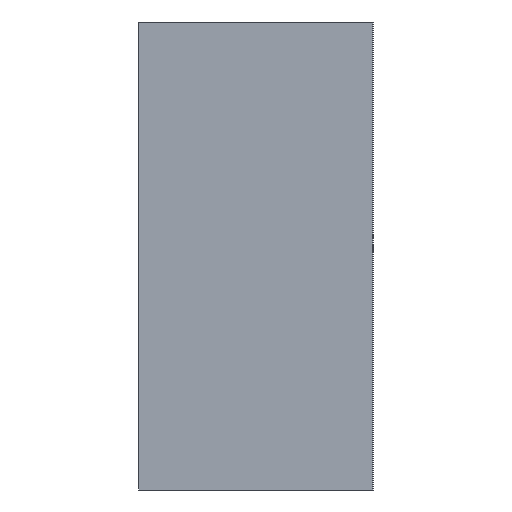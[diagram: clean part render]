
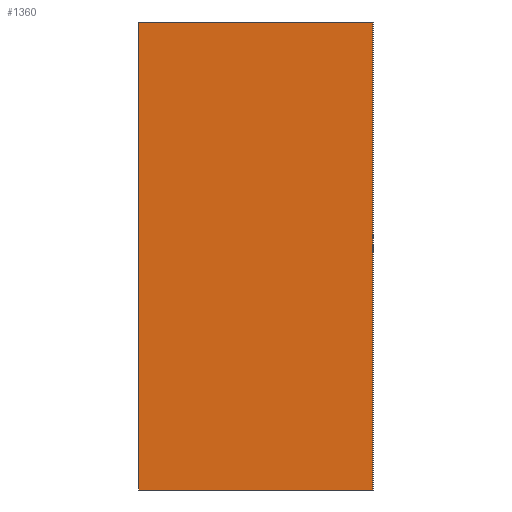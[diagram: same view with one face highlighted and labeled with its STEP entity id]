
A CAD part, left-side view. The second image highlights one B-rep face of the part: STEP entity #1360.
In plain terms, the highlighted planar face has unit normal (-1, 0, 0).
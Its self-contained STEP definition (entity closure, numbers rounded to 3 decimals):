
#52 = CARTESIAN_POINT ( 'NONE',  ( 9.5, -11.75, -17.95 ) ) ;
#121 = LINE ( 'NONE', #611, #572 ) ;
#156 = EDGE_CURVE ( 'NONE', #652, #426, #121, .T. ) ;
#171 = VERTEX_POINT ( 'NONE', #1072 ) ;
#180 = DIRECTION ( 'NONE',  ( -1., 0., 0. ) ) ;
#213 = DIRECTION ( 'NONE',  ( 0., 1., 0. ) ) ;
#251 = FACE_OUTER_BOUND ( 'NONE', #461, .T. ) ;
#270 = VECTOR ( 'NONE', #1301, 1000. ) ;
#338 = CARTESIAN_POINT ( 'NONE',  ( 9.5, -11.75, -17.95 ) ) ;
#350 = LINE ( 'NONE', #1189, #270 ) ;
#362 = CARTESIAN_POINT ( 'NONE',  ( 9.5, -11.75, -47.95 ) ) ;
#363 = LINE ( 'NONE', #573, #1118 ) ;
#383 = AXIS2_PLACEMENT_3D ( 'NONE', #52, #180, #403 ) ;
#387 = EDGE_CURVE ( 'NONE', #171, #426, #350, .T. ) ;
#403 = DIRECTION ( 'NONE',  ( 0., 0., 1. ) ) ;
#426 = VERTEX_POINT ( 'NONE', #1291 ) ;
#461 = EDGE_LOOP ( 'NONE', ( #1042, #667, #688, #1311 ) ) ;
#514 = VECTOR ( 'NONE', #932, 1000. ) ;
#567 = PLANE ( 'NONE',  #383 ) ;
#572 = VECTOR ( 'NONE', #213, 1000. ) ;
#573 = CARTESIAN_POINT ( 'NONE',  ( 9.5, -11.75, -47.95 ) ) ;
#611 = CARTESIAN_POINT ( 'NONE',  ( 9.5, -11.75, -17.95 ) ) ;
#643 = VERTEX_POINT ( 'NONE', #362 ) ;
#652 = VERTEX_POINT ( 'NONE', #1351 ) ;
#667 = ORIENTED_EDGE ( 'NONE', *, *, #1243, .F. ) ;
#688 = ORIENTED_EDGE ( 'NONE', *, *, #1214, .T. ) ;
#932 = DIRECTION ( 'NONE',  ( 0., 0., 1. ) ) ;
#1042 = ORIENTED_EDGE ( 'NONE', *, *, #387, .F. ) ;
#1072 = CARTESIAN_POINT ( 'NONE',  ( 9.5, 3.25, -47.95 ) ) ;
#1092 = DIRECTION ( 'NONE',  ( 0., 1., 0. ) ) ;
#1118 = VECTOR ( 'NONE', #1092, 1000. ) ;
#1189 = CARTESIAN_POINT ( 'NONE',  ( 9.5, 3.25, -17.95 ) ) ;
#1214 = EDGE_CURVE ( 'NONE', #643, #652, #1285, .T. ) ;
#1243 = EDGE_CURVE ( 'NONE', #643, #171, #363, .T. ) ;
#1285 = LINE ( 'NONE', #338, #514 ) ;
#1291 = CARTESIAN_POINT ( 'NONE',  ( 9.5, 3.25, -17.95 ) ) ;
#1301 = DIRECTION ( 'NONE',  ( 0., 0., 1. ) ) ;
#1311 = ORIENTED_EDGE ( 'NONE', *, *, #156, .T. ) ;
#1351 = CARTESIAN_POINT ( 'NONE',  ( 9.5, -11.75, -17.95 ) ) ;
#1360 = ADVANCED_FACE ( 'NONE', ( #251 ), #567, .T. ) ;
